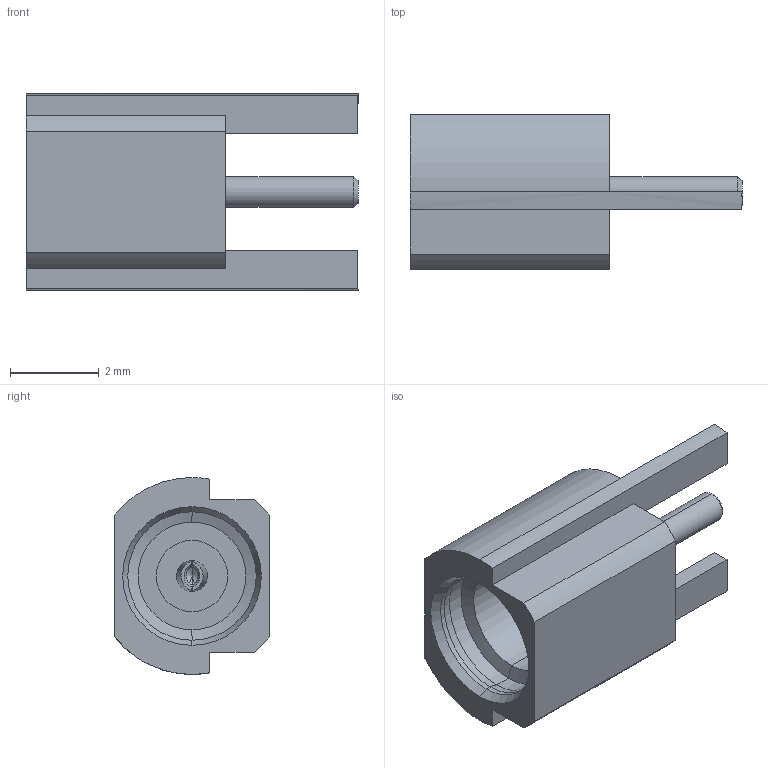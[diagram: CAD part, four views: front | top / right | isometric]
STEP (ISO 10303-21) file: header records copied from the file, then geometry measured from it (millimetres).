
FILE_DESCRIPTION (( 'STEP AP214' ), '1' );
FILE_NAME ('FMCN5182_3D.step', '2024-07-31T17:10:35', ( '' ), ( '' ), 'SwSTEP 2.0', 'SolidWorks 2022', '' );
FILE_SCHEMA (( 'AUTOMOTIVE_DESIGN' ));
Length unit declared in the file: inch
Products named in the file (4): Copy of 3.igs_11^FMCN5182; Copy of 2.igs_10^FMCN5182; Copy of 1.igs_11^FMCN5182; FMCN5182_3D
Assembly tree (3 placements, depth 2):
  FMCN5182_3D
    Copy of 1.igs_11^FMCN5182
    Copy of 2.igs_10^FMCN5182
    Copy of 3.igs_11^FMCN5182
Bounding box: 7.5 x 3.5 x 4.45 mm (x, y, z)
Volume: 46 mm3; surface area: 174.9 mm2
Topology: 2 solids, 3 shells, 82 faces, 192 edges, 114 vertices
Faces by surface type: cylinder 31, plane 29, cone 16, bspline 6
Entity records: 3397 total; most frequent: CARTESIAN_POINT 726, DIRECTION 397, ORIENTED_EDGE 372, EDGE_CURVE 190, AXIS2_PLACEMENT_3D 158, VERTEX_POINT 114, EDGE_LOOP 90, ADVANCED_FACE 82
